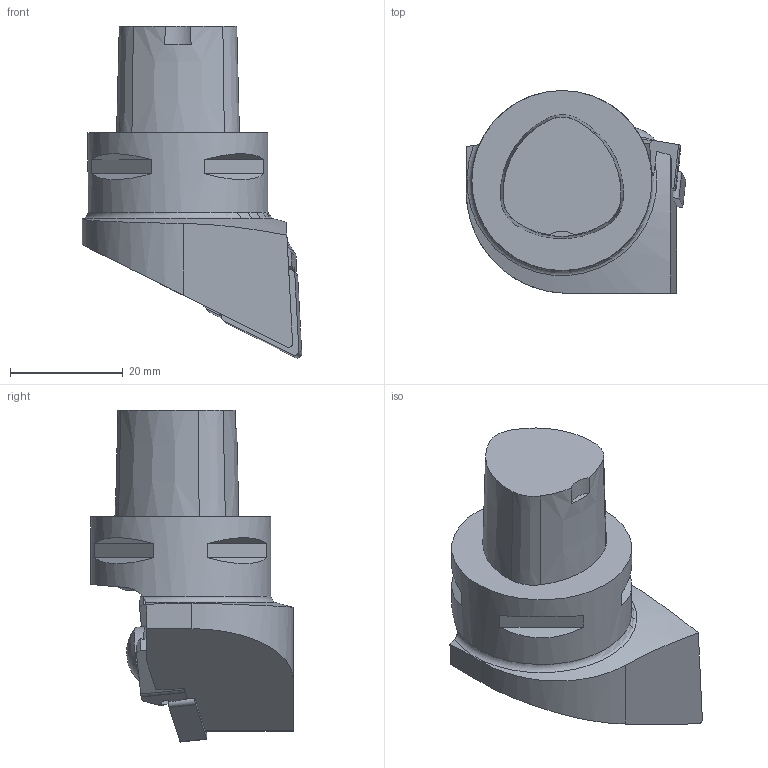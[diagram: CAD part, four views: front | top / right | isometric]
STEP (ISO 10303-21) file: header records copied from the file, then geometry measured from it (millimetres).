
FILE_DESCRIPTION(/* description */ (''),/* implementation_level */ '2;1');
FILE_NAME(/* name */ '1539231670508.stp',/* time_stamp */ '2018-10-11T09:51:33+05:00',/* author */ (''),/* organization */ ('SMS'),/* preprocessor_version */ 'ST-DEVELOPER v15',/* originating_system */ 'SIEMENS PLM Software NX 8.5',/* authorisation */ '');
FILE_SCHEMA (('AUTOMOTIVE_DESIGN { 1 0 10303 214 3 1 1 1 }'));
Length unit declared in the file: millimetre
Products named in the file (4): ASSEMBLY_CONSTRUCTION; IsoTurningInsert; 201754063mod000_00; 201754061mod000_00
Assembly tree (3 placements, depth 2):
  201754061mod000_00
    201754063mod000_00
    IsoTurningInsert
    ASSEMBLY_CONSTRUCTION
Bounding box: 39 x 36 x 59 mm (x, y, z)
Volume: 30949.9 mm3; surface area: 7541.1 mm2
Topology: 2 solids, 2 shells, 115 faces, 303 edges, 204 vertices
Faces by surface type: plane 60, cylinder 36, cone 7, torus 4, bspline 4, sphere 4
Full cylindrical faces by diameter (mm): 3.81 x2, 4.95 x1, 9.9 x1, 32 x1
Entity records: 3880 total; most frequent: CARTESIAN_POINT 918, DIRECTION 599, ORIENTED_EDGE 580, EDGE_CURVE 290, AXIS2_PLACEMENT_3D 226, VERTEX_POINT 194, LINE 147, VECTOR 147
